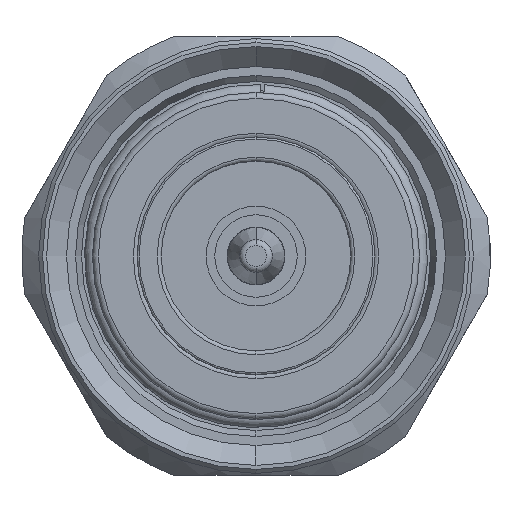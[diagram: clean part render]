
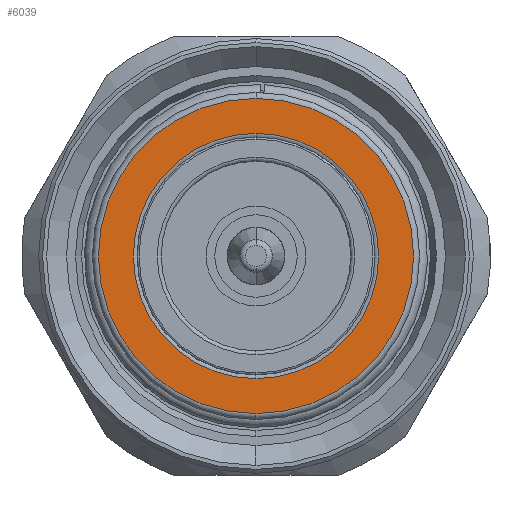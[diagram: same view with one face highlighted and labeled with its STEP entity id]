
A CAD part, left-side view. The second image highlights one B-rep face of the part: STEP entity #6039.
In plain terms, the highlighted planar face has unit normal (-1, 0, 0).
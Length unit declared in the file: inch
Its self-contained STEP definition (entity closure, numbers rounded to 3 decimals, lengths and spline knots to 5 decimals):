
#435 = DIRECTION ( 'NONE',  ( -1., 0., 0. ) ) ;
#1328 = ORIENTED_EDGE ( 'NONE', *, *, #13376, .T. ) ;
#1969 = CARTESIAN_POINT ( 'NONE',  ( 0.20472, 0., -0.31102 ) ) ;
#4944 = CARTESIAN_POINT ( 'NONE',  ( 0.20472, 0., 0. ) ) ;
#6039 = ADVANCED_FACE ( 'NONE', ( #32327, #47063 ), #13033, .F. ) ;
#9732 = CIRCLE ( 'NONE', #64046, 0.24213 ) ;
#13033 = PLANE ( 'NONE',  #64541 ) ;
#13376 = EDGE_CURVE ( 'NONE', #30571, #20758, #32663, .T. ) ;
#13778 = VERTEX_POINT ( 'NONE', #46921 ) ;
#16323 = CARTESIAN_POINT ( 'NONE',  ( 0.20472, 0., 0.24213 ) ) ;
#18782 = EDGE_LOOP ( 'NONE', ( #22865, #1328 ) ) ;
#20625 = EDGE_CURVE ( 'NONE', #13778, #38001, #9732, .T. ) ;
#20758 = VERTEX_POINT ( 'NONE', #36765 ) ;
#20785 = DIRECTION ( 'NONE',  ( -1., 0., 0. ) ) ;
#21145 = ORIENTED_EDGE ( 'NONE', *, *, #51416, .F. ) ;
#22497 = CIRCLE ( 'NONE', #38120, 0.24213 ) ;
#22865 = ORIENTED_EDGE ( 'NONE', *, *, #29230, .T. ) ;
#24894 = DIRECTION ( 'NONE',  ( 0., 0., 1. ) ) ;
#25047 = ORIENTED_EDGE ( 'NONE', *, *, #20625, .F. ) ;
#25905 = DIRECTION ( 'NONE',  ( 1., 0., 0. ) ) ;
#27421 = DIRECTION ( 'NONE',  ( 0., 1., 0. ) ) ;
#28509 = AXIS2_PLACEMENT_3D ( 'NONE', #56406, #20785, #60354 ) ;
#29230 = EDGE_CURVE ( 'NONE', #20758, #30571, #35713, .T. ) ;
#30571 = VERTEX_POINT ( 'NONE', #1969 ) ;
#32327 = FACE_OUTER_BOUND ( 'NONE', #18782, .T. ) ;
#32663 = CIRCLE ( 'NONE', #28509, 0.31102 ) ;
#35713 = CIRCLE ( 'NONE', #52453, 0.31102 ) ;
#36765 = CARTESIAN_POINT ( 'NONE',  ( 0.20472, 0., 0.31102 ) ) ;
#38001 = VERTEX_POINT ( 'NONE', #16323 ) ;
#38120 = AXIS2_PLACEMENT_3D ( 'NONE', #4944, #53364, #24894 ) ;
#42002 = CARTESIAN_POINT ( 'NONE',  ( 0.20472, 0., 0. ) ) ;
#46602 = DIRECTION ( 'NONE',  ( -1., 0., 0. ) ) ;
#46921 = CARTESIAN_POINT ( 'NONE',  ( 0.20472, 0., -0.24213 ) ) ;
#47063 = FACE_BOUND ( 'NONE', #63682, .T. ) ;
#51416 = EDGE_CURVE ( 'NONE', #38001, #13778, #22497, .T. ) ;
#52453 = AXIS2_PLACEMENT_3D ( 'NONE', #55356, #435, #55688 ) ;
#53364 = DIRECTION ( 'NONE',  ( -1., 0., 0. ) ) ;
#55356 = CARTESIAN_POINT ( 'NONE',  ( 0.20472, 0., 0. ) ) ;
#55688 = DIRECTION ( 'NONE',  ( 0., 0., 1. ) ) ;
#56406 = CARTESIAN_POINT ( 'NONE',  ( 0.20472, 0., 0. ) ) ;
#57194 = CARTESIAN_POINT ( 'NONE',  ( 0.20472, 0.24213, 0. ) ) ;
#60354 = DIRECTION ( 'NONE',  ( 0., 0., 1. ) ) ;
#61634 = DIRECTION ( 'NONE',  ( 0., 0., 1. ) ) ;
#63682 = EDGE_LOOP ( 'NONE', ( #21145, #25047 ) ) ;
#64046 = AXIS2_PLACEMENT_3D ( 'NONE', #42002, #46602, #61634 ) ;
#64541 = AXIS2_PLACEMENT_3D ( 'NONE', #57194, #25905, #27421 ) ;
